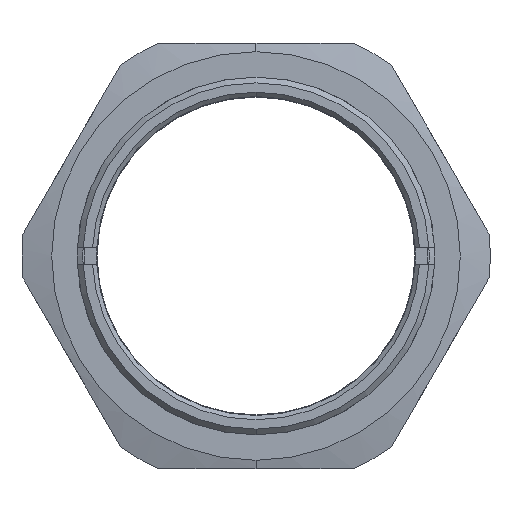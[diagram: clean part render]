
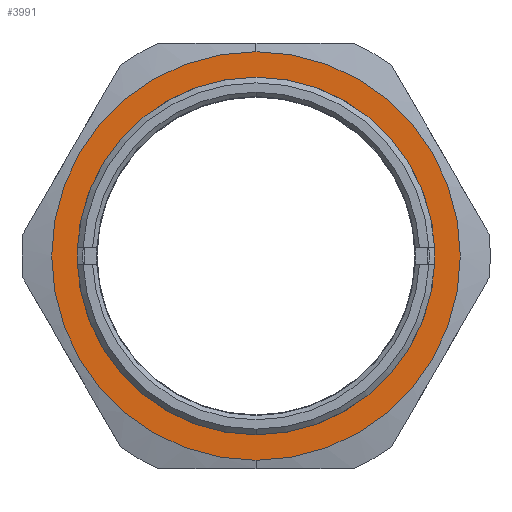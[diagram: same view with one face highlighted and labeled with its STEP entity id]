
A CAD part, left-side view. The second image highlights one B-rep face of the part: STEP entity #3991.
In plain terms, the highlighted planar face has unit normal (-1, 0, 0).
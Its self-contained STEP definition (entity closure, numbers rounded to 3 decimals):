
#66 = CARTESIAN_POINT ( 'NONE',  ( 15., 0., 36. ) ) ;
#258 = VERTEX_POINT ( 'NONE', #4996 ) ;
#320 = EDGE_LOOP ( 'NONE', ( #492, #4210 ) ) ;
#353 = AXIS2_PLACEMENT_3D ( 'NONE', #4700, #4308, #3489 ) ;
#492 = ORIENTED_EDGE ( 'NONE', *, *, #4572, .T. ) ;
#606 = AXIS2_PLACEMENT_3D ( 'NONE', #2932, #3758, #1756 ) ;
#607 = EDGE_CURVE ( 'NONE', #3665, #3005, #2548, .T. ) ;
#801 = DIRECTION ( 'NONE',  ( 0., 0., -1. ) ) ;
#919 = EDGE_LOOP ( 'NONE', ( #2802, #2839 ) ) ;
#1027 = CARTESIAN_POINT ( 'NONE',  ( 15., 0., -31.5 ) ) ;
#1162 = DIRECTION ( 'NONE',  ( 1., 0., 0. ) ) ;
#1623 = DIRECTION ( 'NONE',  ( 1., 0., 0. ) ) ;
#1737 = EDGE_CURVE ( 'NONE', #3005, #3665, #2333, .T. ) ;
#1756 = DIRECTION ( 'NONE',  ( 0., 0., -1. ) ) ;
#1993 = CIRCLE ( 'NONE', #606, 31.5 ) ;
#2333 = CIRCLE ( 'NONE', #5234, 36. ) ;
#2398 = DIRECTION ( 'NONE',  ( 1., 0., 0. ) ) ;
#2407 = CIRCLE ( 'NONE', #3493, 31.5 ) ;
#2548 = CIRCLE ( 'NONE', #353, 36. ) ;
#2802 = ORIENTED_EDGE ( 'NONE', *, *, #1737, .F. ) ;
#2839 = ORIENTED_EDGE ( 'NONE', *, *, #607, .F. ) ;
#2932 = CARTESIAN_POINT ( 'NONE',  ( 15., 0., 0. ) ) ;
#3005 = VERTEX_POINT ( 'NONE', #3977 ) ;
#3060 = EDGE_CURVE ( 'NONE', #258, #4694, #2407, .T. ) ;
#3196 = CARTESIAN_POINT ( 'NONE',  ( 15., 0., 0. ) ) ;
#3213 = CARTESIAN_POINT ( 'NONE',  ( 15., 0., 0. ) ) ;
#3280 = FACE_BOUND ( 'NONE', #320, .T. ) ;
#3489 = DIRECTION ( 'NONE',  ( 0., 0., -1. ) ) ;
#3493 = AXIS2_PLACEMENT_3D ( 'NONE', #3196, #1162, #4866 ) ;
#3665 = VERTEX_POINT ( 'NONE', #66 ) ;
#3758 = DIRECTION ( 'NONE',  ( 1., 0., 0. ) ) ;
#3961 = AXIS2_PLACEMENT_3D ( 'NONE', #4452, #1623, #801 ) ;
#3977 = CARTESIAN_POINT ( 'NONE',  ( 15., 0., -36. ) ) ;
#3991 = ADVANCED_FACE ( 'NONE', ( #4819, #3280 ), #4089, .F. ) ;
#4089 = PLANE ( 'NONE',  #3961 ) ;
#4210 = ORIENTED_EDGE ( 'NONE', *, *, #3060, .T. ) ;
#4308 = DIRECTION ( 'NONE',  ( 1., 0., 0. ) ) ;
#4452 = CARTESIAN_POINT ( 'NONE',  ( 15., 31.5, 0. ) ) ;
#4572 = EDGE_CURVE ( 'NONE', #4694, #258, #1993, .T. ) ;
#4694 = VERTEX_POINT ( 'NONE', #1027 ) ;
#4700 = CARTESIAN_POINT ( 'NONE',  ( 15., 0., 0. ) ) ;
#4819 = FACE_OUTER_BOUND ( 'NONE', #919, .T. ) ;
#4866 = DIRECTION ( 'NONE',  ( 0., 0., -1. ) ) ;
#4996 = CARTESIAN_POINT ( 'NONE',  ( 15., 0., 31.5 ) ) ;
#5234 = AXIS2_PLACEMENT_3D ( 'NONE', #3213, #2398, #5253 ) ;
#5253 = DIRECTION ( 'NONE',  ( 0., 0., -1. ) ) ;
